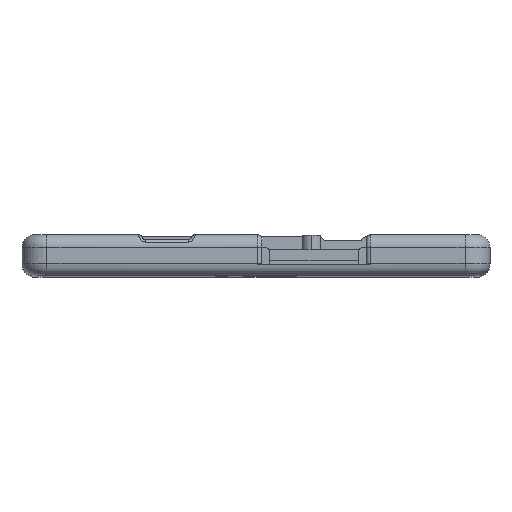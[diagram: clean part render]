
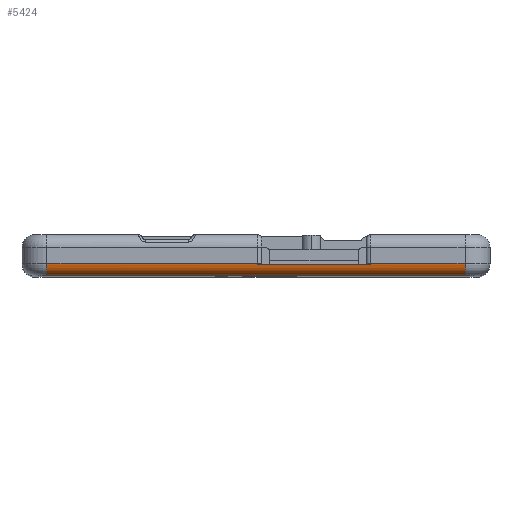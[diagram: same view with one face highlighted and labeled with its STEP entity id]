
A CAD part, top view. The second image highlights one B-rep face of the part: STEP entity #5424.
In plain terms, the highlighted cylindrical face has radius 2 mm (diameter 4 mm), a partial arc.
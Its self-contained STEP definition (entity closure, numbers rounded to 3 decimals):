
#131 = DIRECTION ( 'NONE',  ( -1., 0., 0. ) ) ;
#202 = ORIENTED_EDGE ( 'NONE', *, *, #4047, .F. ) ;
#264 = VERTEX_POINT ( 'NONE', #382 ) ;
#295 = DIRECTION ( 'NONE',  ( 1., 0., 0. ) ) ;
#366 = ORIENTED_EDGE ( 'NONE', *, *, #1261, .F. ) ;
#382 = CARTESIAN_POINT ( 'NONE',  ( 18.35, -2.72, 69.158 ) ) ;
#600 = EDGE_CURVE ( 'NONE', #6916, #2668, #5832, .T. ) ;
#673 = CARTESIAN_POINT ( 'NONE',  ( 33.5, -2.5, 67.17 ) ) ;
#1100 = LINE ( 'NONE', #2329, #1105 ) ;
#1105 = VECTOR ( 'NONE', #4718, 1000. ) ;
#1185 = CARTESIAN_POINT ( 'NONE',  ( 0.25, -2.72, 69.158 ) ) ;
#1261 = EDGE_CURVE ( 'NONE', #4429, #6067, #3946, .T. ) ;
#1337 = ORIENTED_EDGE ( 'NONE', *, *, #600, .F. ) ;
#1507 = CYLINDRICAL_SURFACE ( 'NONE', #3729, 2. ) ;
#1517 = CIRCLE ( 'NONE', #6731, 2. ) ;
#1520 = CARTESIAN_POINT ( 'NONE',  ( -33.5, -2.5, 69.17 ) ) ;
#1765 = DIRECTION ( 'NONE',  ( 1., 0., 0. ) ) ;
#1808 = EDGE_CURVE ( 'NONE', #4551, #264, #1100, .T. ) ;
#1828 = CARTESIAN_POINT ( 'NONE',  ( 0.25, -2.5, 69.17 ) ) ;
#1873 = CARTESIAN_POINT ( 'NONE',  ( 33.5, -4.5, 67.17 ) ) ;
#2296 = EDGE_CURVE ( 'NONE', #5525, #2413, #4015, .T. ) ;
#2329 = CARTESIAN_POINT ( 'NONE',  ( 0.95, -2.72, 69.158 ) ) ;
#2383 = CARTESIAN_POINT ( 'NONE',  ( 18.35, -2.5, 67.17 ) ) ;
#2413 = VERTEX_POINT ( 'NONE', #5929 ) ;
#2509 = DIRECTION ( 'NONE',  ( 0., 0., 1. ) ) ;
#2668 = VERTEX_POINT ( 'NONE', #7158 ) ;
#2793 = FACE_OUTER_BOUND ( 'NONE', #3658, .T. ) ;
#2880 = ORIENTED_EDGE ( 'NONE', *, *, #5941, .T. ) ;
#2920 = ORIENTED_EDGE ( 'NONE', *, *, #1808, .F. ) ;
#3046 = DIRECTION ( 'NONE',  ( -1., 0., 0. ) ) ;
#3308 = EDGE_CURVE ( 'NONE', #6916, #264, #1517, .T. ) ;
#3366 = CIRCLE ( 'NONE', #3609, 2. ) ;
#3427 = DIRECTION ( 'NONE',  ( -1., 0., 0. ) ) ;
#3539 = AXIS2_PLACEMENT_3D ( 'NONE', #4770, #131, #2509 ) ;
#3609 = AXIS2_PLACEMENT_3D ( 'NONE', #673, #3046, #5458 ) ;
#3658 = EDGE_LOOP ( 'NONE', ( #1337, #4081, #2920, #6702, #366, #202, #6773, #2880 ) ) ;
#3729 = AXIS2_PLACEMENT_3D ( 'NONE', #6379, #295, #6992 ) ;
#3910 = AXIS2_PLACEMENT_3D ( 'NONE', #4489, #6816, #6778 ) ;
#3946 = LINE ( 'NONE', #1520, #6509 ) ;
#4015 = LINE ( 'NONE', #6390, #5506 ) ;
#4047 = EDGE_CURVE ( 'NONE', #2413, #4429, #7257, .T. ) ;
#4081 = ORIENTED_EDGE ( 'NONE', *, *, #3308, .T. ) ;
#4346 = CARTESIAN_POINT ( 'NONE',  ( 18.35, -2.5, 69.17 ) ) ;
#4429 = VERTEX_POINT ( 'NONE', #5747 ) ;
#4489 = CARTESIAN_POINT ( 'NONE',  ( 0.25, -2.5, 67.17 ) ) ;
#4551 = VERTEX_POINT ( 'NONE', #1185 ) ;
#4645 = EDGE_CURVE ( 'NONE', #4551, #6067, #6750, .T. ) ;
#4718 = DIRECTION ( 'NONE',  ( 1., 0., 0. ) ) ;
#4770 = CARTESIAN_POINT ( 'NONE',  ( -33.5, -2.5, 67.17 ) ) ;
#5175 = DIRECTION ( 'NONE',  ( 1., 0., 0. ) ) ;
#5424 = ADVANCED_FACE ( 'NONE', ( #2793 ), #1507, .T. ) ;
#5458 = DIRECTION ( 'NONE',  ( 0., 0., 1. ) ) ;
#5506 = VECTOR ( 'NONE', #3427, 1000. ) ;
#5525 = VERTEX_POINT ( 'NONE', #1873 ) ;
#5747 = CARTESIAN_POINT ( 'NONE',  ( -33.5, -2.5, 69.17 ) ) ;
#5832 = LINE ( 'NONE', #6453, #5852 ) ;
#5852 = VECTOR ( 'NONE', #5175, 1000. ) ;
#5929 = CARTESIAN_POINT ( 'NONE',  ( -33.5, -4.5, 67.17 ) ) ;
#5941 = EDGE_CURVE ( 'NONE', #5525, #2668, #3366, .T. ) ;
#6067 = VERTEX_POINT ( 'NONE', #1828 ) ;
#6094 = DIRECTION ( 'NONE',  ( 0., 0., -1. ) ) ;
#6379 = CARTESIAN_POINT ( 'NONE',  ( -33.5, -2.5, 67.17 ) ) ;
#6390 = CARTESIAN_POINT ( 'NONE',  ( 0., -4.5, 67.17 ) ) ;
#6453 = CARTESIAN_POINT ( 'NONE',  ( -33.5, -2.5, 69.17 ) ) ;
#6509 = VECTOR ( 'NONE', #6924, 1000. ) ;
#6702 = ORIENTED_EDGE ( 'NONE', *, *, #4645, .T. ) ;
#6731 = AXIS2_PLACEMENT_3D ( 'NONE', #2383, #1765, #6094 ) ;
#6750 = CIRCLE ( 'NONE', #3910, 2. ) ;
#6773 = ORIENTED_EDGE ( 'NONE', *, *, #2296, .F. ) ;
#6778 = DIRECTION ( 'NONE',  ( 0., 0., -1. ) ) ;
#6816 = DIRECTION ( 'NONE',  ( -1., 0., 0. ) ) ;
#6916 = VERTEX_POINT ( 'NONE', #4346 ) ;
#6924 = DIRECTION ( 'NONE',  ( 1., 0., 0. ) ) ;
#6992 = DIRECTION ( 'NONE',  ( 0., 0., -1. ) ) ;
#7158 = CARTESIAN_POINT ( 'NONE',  ( 33.5, -2.5, 69.17 ) ) ;
#7257 = CIRCLE ( 'NONE', #3539, 2. ) ;
